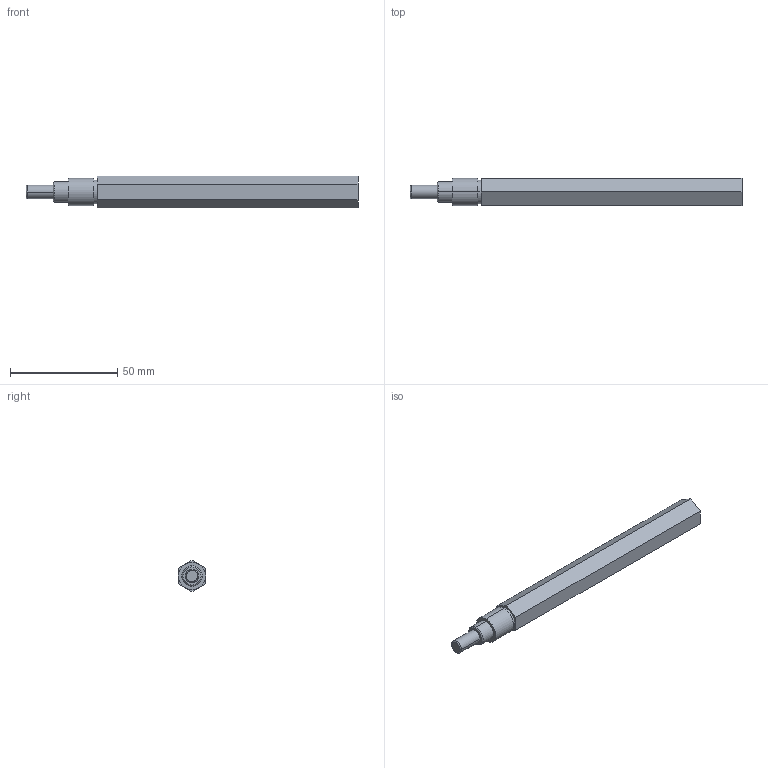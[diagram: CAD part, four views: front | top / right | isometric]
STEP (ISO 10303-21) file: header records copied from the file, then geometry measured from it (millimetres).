
FILE_DESCRIPTION (( 'STEP AP203' ), '1' );
FILE_NAME ('am-4731_pin am-4731_mag ToughBox E Long Hex Output.STEP', '2022-07-26T14:49:35', ( '' ), ( '' ), 'SwSTEP 2.0', 'SolidWorks 2022', '' );
FILE_SCHEMA (( 'CONFIG_CONTROL_DESIGN' ));
Length unit declared in the file: inch
Products named in the file (3): am-4731_pin am-4731_mag ToughBox E Long Hex Output; 250x1000_dowel; am-xxxx ToughBox Long Hex Output Shaft
Assembly tree (2 placements, depth 2):
  am-4731_pin am-4731_mag ToughBox E Long Hex Output
    am-xxxx ToughBox Long Hex Output Shaft
    250x1000_dowel
Bounding box: 154.93 x 12.7 x 14.66 mm (x, y, z)
Volume: 19135.1 mm3; surface area: 7552.2 mm2
Topology: 2 solids, 2 shells, 35 faces, 80 edges, 50 vertices
Faces by surface type: plane 13, cylinder 12, cone 6, bspline 4
Entity records: 1325 total; most frequent: CARTESIAN_POINT 238, DIRECTION 180, ORIENTED_EDGE 152, EDGE_CURVE 76, AXIS2_PLACEMENT_3D 72, VERTEX_POINT 50, EDGE_LOOP 40, CIRCLE 36
